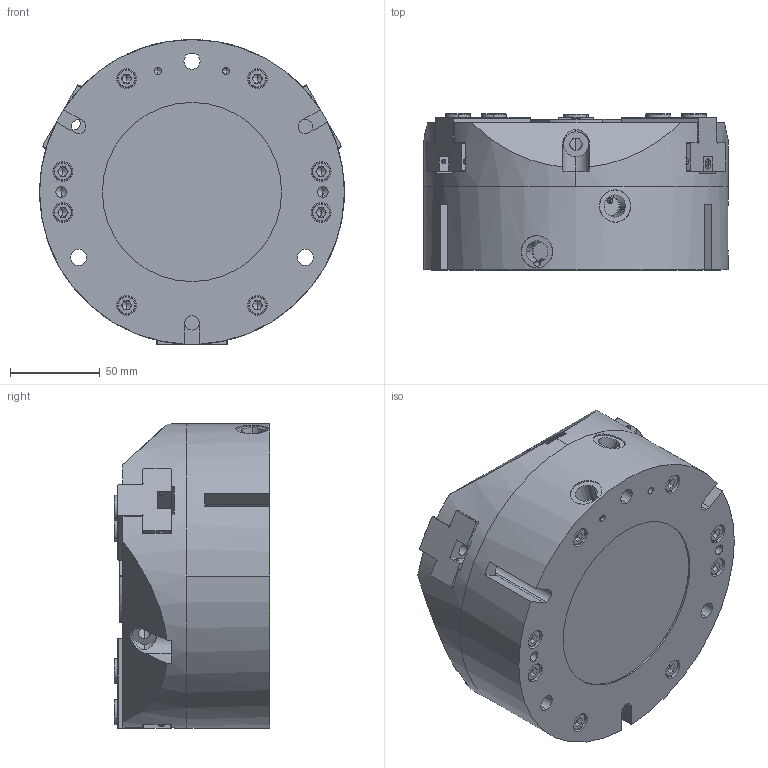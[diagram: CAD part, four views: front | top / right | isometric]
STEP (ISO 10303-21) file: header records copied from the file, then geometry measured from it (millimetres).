
FILE_DESCRIPTION (( 'STEP AP214' ), '1' );
FILE_NAME ('3PG 160.STEP', '2012-03-06T01:37:37', ( 'xw4600' ), ( '' ), 'SwSTEP 2.0', 'SolidWorks 2010', '' );
FILE_SCHEMA (( 'AUTOMOTIVE_DESIGN' ));
Length unit declared in the file: millimetre
Products named in the file (12): 3PG160_02_Default; 3PG160_01_Default; 3PG160_06-1_ル遽; 3PG160_06-2_ル遽; 3PG160_04_Default; 3PG160_07_Default; 3PG160_10_ル遽; countersunk head screw_ISO 10642 - M3 x 8 --- 8N; Socket Head Cap Screw_ISO 4762 M3 x 30 --- 18N; Socket Head Cap Screw_ISO 4762 M6 x 50 --- 24N; SPRING(3PG160)_Default; 3PG 160
Assembly tree (29 placements, depth 2):
  3PG 160
    3PG160_01_Default
    Socket Head Cap Screw_ISO 4762 M3 x 30 --- 18N  x2
    3PG160_10_ル遽  x6
    Socket Head Cap Screw_ISO 4762 M6 x 50 --- 24N  x8
    countersunk head screw_ISO 10642 - M3 x 8 --- 8N  x3
    3PG160_07_Default
    3PG160_04_Default  x3
    3PG160_06-2_ル遽
    3PG160_06-1_ル遽
    3PG160_02_Default
    SPRING(3PG160)_Default  x2
Bounding box: 170 x 87.01 x 170 mm (x, y, z)
Volume: 1241681.3 mm3; surface area: 270423.3 mm2
Topology: 29 solids, 29 shells, 1023 faces, 2444 edges, 1487 vertices
Faces by surface type: plane 452, cylinder 327, cone 184, torus 56, bspline 4
Entity records: 21542 total; most frequent: CARTESIAN_POINT 7314, DIRECTION 2965, ORIENTED_EDGE 2634, EDGE_CURVE 1317, AXIS2_PLACEMENT_3D 1146, VERTEX_POINT 841, VECTOR 673, LINE 673
